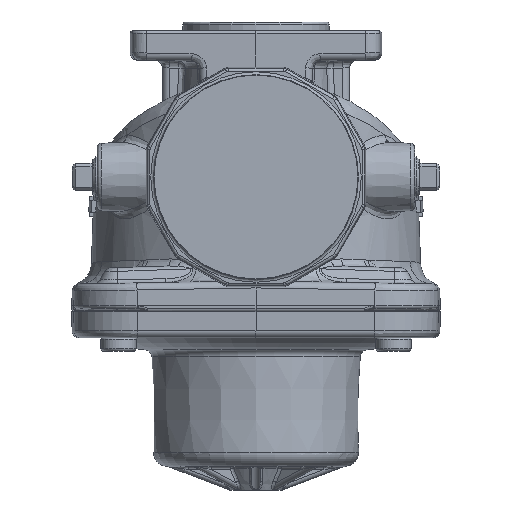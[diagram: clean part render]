
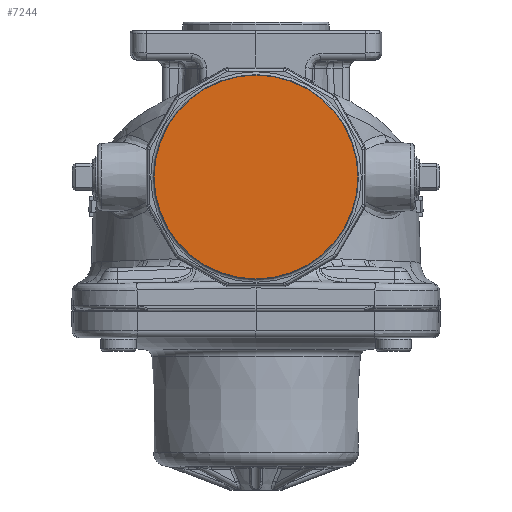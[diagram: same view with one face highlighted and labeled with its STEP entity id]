
A CAD part, left-side view. The second image highlights one B-rep face of the part: STEP entity #7244.
In plain terms, the highlighted planar face has unit normal (-1, 0, 0).
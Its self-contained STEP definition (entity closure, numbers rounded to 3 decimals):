
#2284=FACE_OUTER_BOUND('',#9321,.T.);
#4359=PLANE('',#25294);
#7244=ADVANCED_FACE('',(#2284),#4359,.T.);
#9321=EDGE_LOOP('',(#15089));
#15089=ORIENTED_EDGE('',*,*,#18801,.F.);
#16789=VERTEX_POINT('',#31930);
#18801=EDGE_CURVE('',#16789,#16789,#22262,.T.);
#22262=CIRCLE('',#23506,34.852);
#23506=AXIS2_PLACEMENT_3D('',#31929,#26069,#26070);
#25294=AXIS2_PLACEMENT_3D('',#52390,#30239,#30240);
#26069=DIRECTION('',(1.,0.,0.));
#26070=DIRECTION('',(0.,0.,1.));
#30239=DIRECTION('',(-1.,0.,0.));
#30240=DIRECTION('',(0.,0.,1.));
#31929=CARTESIAN_POINT('',(-84.875,0.,46.));
#31930=CARTESIAN_POINT('',(-84.875,0.,80.852));
#52390=CARTESIAN_POINT('',(-84.875,0.,0.));
